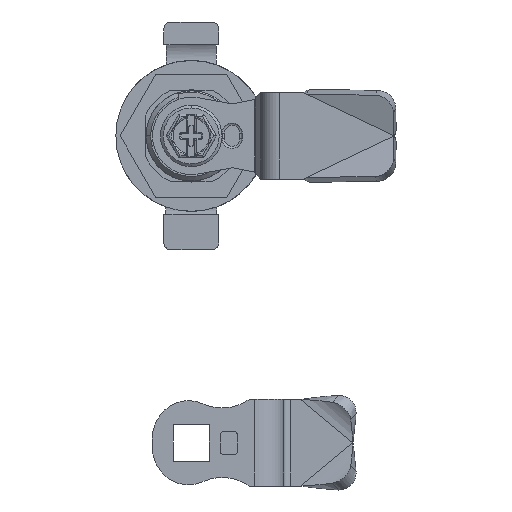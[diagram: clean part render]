
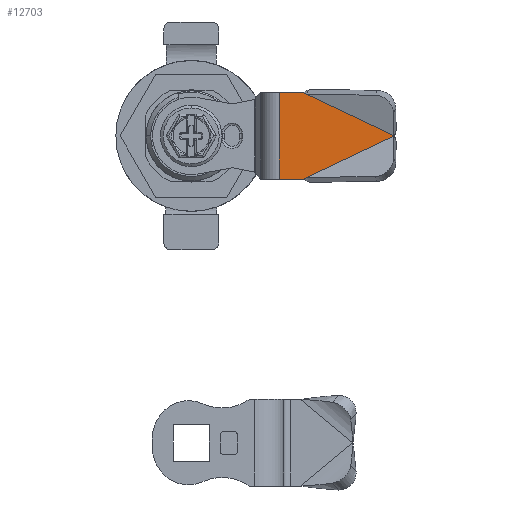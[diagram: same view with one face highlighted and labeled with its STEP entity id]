
A CAD part, front view. The second image highlights one B-rep face of the part: STEP entity #12703.
In plain terms, the highlighted planar face has unit normal (0, -1, 0).
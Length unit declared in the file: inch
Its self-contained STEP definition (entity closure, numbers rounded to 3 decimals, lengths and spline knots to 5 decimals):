
#1336 = CARTESIAN_POINT ( 'NONE',  ( 1.75091, -1.25874, 0.00358 ) ) ;
#1498 = VERTEX_POINT ( 'NONE', #10648 ) ;
#1689 = ORIENTED_EDGE ( 'NONE', *, *, #16569, .T. ) ;
#1765 = VECTOR ( 'NONE', #7475, 39.37008 ) ;
#1767 = VECTOR ( 'NONE', #10084, 39.37008 ) ;
#1874 = CARTESIAN_POINT ( 'NONE',  ( 0.99817, -1.25874, -0.36003 ) ) ;
#1945 = EDGE_CURVE ( 'NONE', #2432, #1498, #10097, .T. ) ;
#2432 = VERTEX_POINT ( 'NONE', #6665 ) ;
#2797 = ORIENTED_EDGE ( 'NONE', *, *, #7525, .F. ) ;
#2871 = ORIENTED_EDGE ( 'NONE', *, *, #16131, .F. ) ;
#3157 = CARTESIAN_POINT ( 'NONE',  ( 1.75729, -1.25874, 0.00055 ) ) ;
#3370 = LINE ( 'NONE', #12281, #17882 ) ;
#3396 = EDGE_LOOP ( 'NONE', ( #2871, #4800, #14974, #14249, #12828, #2797, #13362, #13847, #1689 ) ) ;
#3462 = CARTESIAN_POINT ( 'NONE',  ( 1.75091, -1.25874, 0.00358 ) ) ;
#4189 = LINE ( 'NONE', #11620, #1765 ) ;
#4688 = DIRECTION ( 'NONE',  ( 0.903, 0., 0.429 ) ) ;
#4800 = ORIENTED_EDGE ( 'NONE', *, *, #1945, .F. ) ;
#4858 = LINE ( 'NONE', #10844, #12710 ) ;
#4874 = LINE ( 'NONE', #1874, #19258 ) ;
#5155 = CARTESIAN_POINT ( 'NONE',  ( 0.7586, -1.25874, 0.37457 ) ) ;
#5987 = DIRECTION ( 'NONE',  ( 0.903, 0., -0.429 ) ) ;
#6363 = EDGE_CURVE ( 'NONE', #18426, #12251, #11749, .T. ) ;
#6665 = CARTESIAN_POINT ( 'NONE',  ( 0.99817, -1.25874, -0.36003 ) ) ;
#6813 = VERTEX_POINT ( 'NONE', #8462 ) ;
#6934 = EDGE_CURVE ( 'NONE', #12251, #6981, #13459, .T. ) ;
#6981 = VERTEX_POINT ( 'NONE', #10799 ) ;
#7475 = DIRECTION ( 'NONE',  ( 0., 0., -1. ) ) ;
#7525 = EDGE_CURVE ( 'NONE', #6981, #13387, #13966, .T. ) ;
#7844 = CARTESIAN_POINT ( 'NONE',  ( 1.75304, -1.25874, 0.00257 ) ) ;
#8253 = CARTESIAN_POINT ( 'NONE',  ( 1.75729, -1.25874, 0.00055 ) ) ;
#8462 = CARTESIAN_POINT ( 'NONE',  ( 0.7586, -1.25874, -0.37346 ) ) ;
#8614 = CARTESIAN_POINT ( 'NONE',  ( 0.7586, -1.25874, 0.37457 ) ) ;
#8941 = EDGE_CURVE ( 'NONE', #13387, #9194, #9012, .T. ) ;
#9012 = B_SPLINE_CURVE_WITH_KNOTS ( 'NONE', 3,
 ( #3462, #7844, #12673, #8253 ),
 .UNSPECIFIED., .F., .F.,
 ( 4, 4 ),
 ( 0., 1. ),
 .UNSPECIFIED. ) ;
#9194 = VERTEX_POINT ( 'NONE', #3157 ) ;
#9233 = VERTEX_POINT ( 'NONE', #10699 ) ;
#9238 = DIRECTION ( 'NONE',  ( -0.903, 0., -0.429 ) ) ;
#10084 = DIRECTION ( 'NONE',  ( 1., 0., 0. ) ) ;
#10097 = LINE ( 'NONE', #16097, #16393 ) ;
#10410 = EDGE_CURVE ( 'NONE', #9194, #9233, #3370, .T. ) ;
#10608 = CARTESIAN_POINT ( 'NONE',  ( 0.96989, -1.25874, 0.37457 ) ) ;
#10648 = CARTESIAN_POINT ( 'NONE',  ( 0.96989, -1.25874, -0.37346 ) ) ;
#10699 = CARTESIAN_POINT ( 'NONE',  ( 1.75091, -1.25874, -0.00248 ) ) ;
#10799 = CARTESIAN_POINT ( 'NONE',  ( 0.99817, -1.25874, 0.36113 ) ) ;
#10844 = CARTESIAN_POINT ( 'NONE',  ( 0.96989, -1.25874, -0.37346 ) ) ;
#11620 = CARTESIAN_POINT ( 'NONE',  ( 0.7586, -1.25874, 0.37457 ) ) ;
#11749 = LINE ( 'NONE', #8614, #1767 ) ;
#11985 = FACE_OUTER_BOUND ( 'NONE', #3396, .T. ) ;
#12173 = DIRECTION ( 'NONE',  ( 0., -1., 0. ) ) ;
#12251 = VERTEX_POINT ( 'NONE', #17050 ) ;
#12281 = CARTESIAN_POINT ( 'NONE',  ( 1.75729, -1.25874, 0.00055 ) ) ;
#12673 = CARTESIAN_POINT ( 'NONE',  ( 1.75516, -1.25874, 0.00156 ) ) ;
#12703 = ADVANCED_FACE ( 'NONE', ( #11985 ), #15035, .T. ) ;
#12710 = VECTOR ( 'NONE', #13976, 39.37008 ) ;
#12828 = ORIENTED_EDGE ( 'NONE', *, *, #8941, .F. ) ;
#13362 = ORIENTED_EDGE ( 'NONE', *, *, #6934, .F. ) ;
#13387 = VERTEX_POINT ( 'NONE', #1336 ) ;
#13459 = LINE ( 'NONE', #10608, #17761 ) ;
#13847 = ORIENTED_EDGE ( 'NONE', *, *, #6363, .F. ) ;
#13865 = DIRECTION ( 'NONE',  ( 0.903, 0., -0.429 ) ) ;
#13927 = EDGE_CURVE ( 'NONE', #2432, #9233, #4874, .T. ) ;
#13966 = LINE ( 'NONE', #17139, #15891 ) ;
#13976 = DIRECTION ( 'NONE',  ( -1., 0., 0. ) ) ;
#14249 = ORIENTED_EDGE ( 'NONE', *, *, #10410, .F. ) ;
#14974 = ORIENTED_EDGE ( 'NONE', *, *, #13927, .T. ) ;
#15035 = PLANE ( 'NONE',  #15694 ) ;
#15694 = AXIS2_PLACEMENT_3D ( 'NONE', #16611, #12173, #18005 ) ;
#15891 = VECTOR ( 'NONE', #13865, 39.37008 ) ;
#16097 = CARTESIAN_POINT ( 'NONE',  ( 0.99817, -1.25874, -0.36003 ) ) ;
#16131 = EDGE_CURVE ( 'NONE', #1498, #6813, #4858, .T. ) ;
#16393 = VECTOR ( 'NONE', #17972, 39.37008 ) ;
#16569 = EDGE_CURVE ( 'NONE', #18426, #6813, #4189, .T. ) ;
#16611 = CARTESIAN_POINT ( 'NONE',  ( -0.20346, -1.25874, 0.00055 ) ) ;
#17050 = CARTESIAN_POINT ( 'NONE',  ( 0.96989, -1.25874, 0.37457 ) ) ;
#17139 = CARTESIAN_POINT ( 'NONE',  ( 0.99817, -1.25874, 0.36113 ) ) ;
#17761 = VECTOR ( 'NONE', #5987, 39.37008 ) ;
#17882 = VECTOR ( 'NONE', #9238, 39.37008 ) ;
#17972 = DIRECTION ( 'NONE',  ( -0.903, 0., -0.429 ) ) ;
#18005 = DIRECTION ( 'NONE',  ( -1., 0., 0. ) ) ;
#18426 = VERTEX_POINT ( 'NONE', #5155 ) ;
#19258 = VECTOR ( 'NONE', #4688, 39.37008 ) ;
